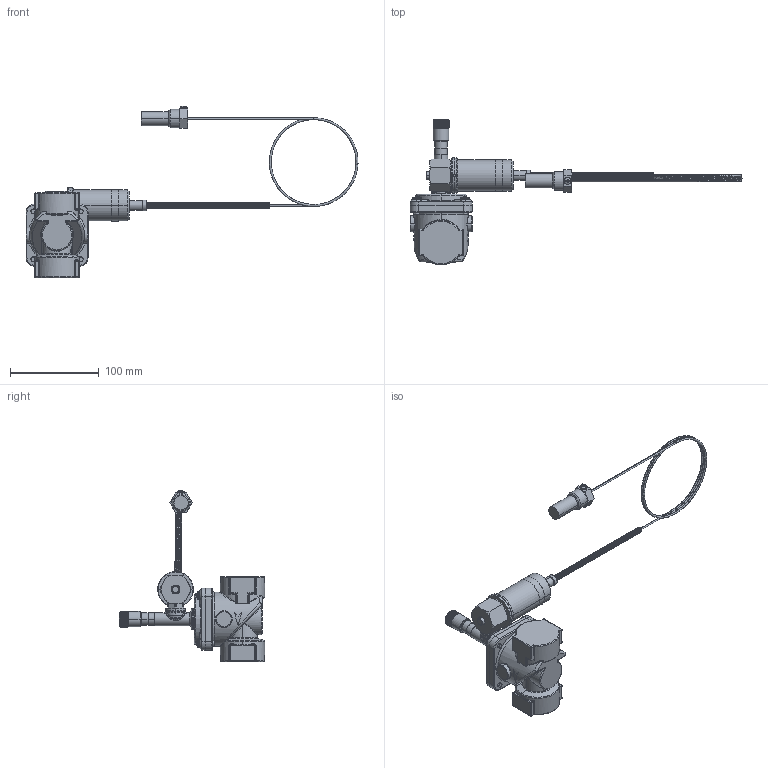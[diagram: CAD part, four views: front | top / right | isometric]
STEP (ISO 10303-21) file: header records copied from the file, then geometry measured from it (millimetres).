
FILE_DESCRIPTION (( 'STEP AP203' ), '1' );
FILE_NAME ('VIC-A-DN25_BIM_capilare.STEP', '2023-03-15T13:33:46', ( '' ), ( '' ), 'SwSTEP 2.0', 'SolidWorks 2021', '' );
FILE_SCHEMA (( 'CONFIG_CONTROL_DESIGN' ));
Products named in the file (1): VIC-A-DN25_BIM_capilare
Bounding box: 374.29 x 163.9 x 193.32 mm (x, y, z)
Volume: 446381.1 mm3; surface area: 72506.3 mm2
Topology: 1 solids, 1 shells, 2894 faces, 8259 edges, 5344 vertices
Faces by surface type: plane 1817, cylinder 731, bspline 135, torus 84, cone 83, sphere 44
Entity records: 136811 total; most frequent: CARTESIAN_POINT 69446, ORIENTED_EDGE 16406, DIRECTION 11701, EDGE_CURVE 8203, VERTEX_POINT 5344, LINE 4093, VECTOR 4093, AXIS2_PLACEMENT_3D 3804
